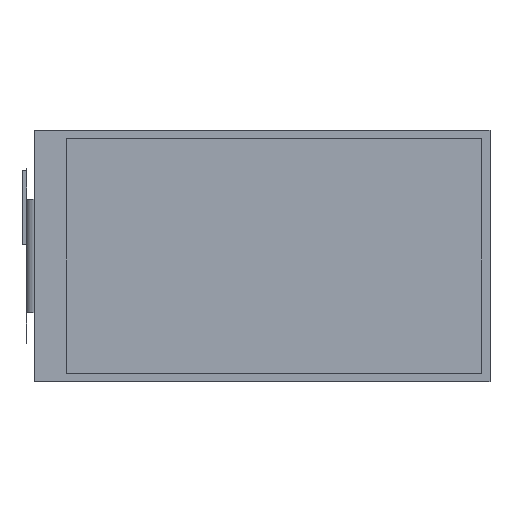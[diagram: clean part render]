
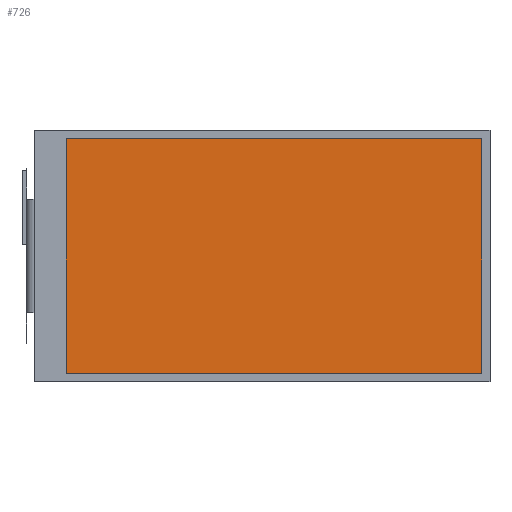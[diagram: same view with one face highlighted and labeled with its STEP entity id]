
A CAD part, top view. The second image highlights one B-rep face of the part: STEP entity #726.
In plain terms, the highlighted planar face has unit normal (0, 0, 1).
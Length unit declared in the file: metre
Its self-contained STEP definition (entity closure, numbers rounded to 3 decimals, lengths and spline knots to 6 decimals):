
#94=ORIENTED_EDGE('',*,*,#263,.F.);
#95=ORIENTED_EDGE('',*,*,#266,.T.);
#96=ORIENTED_EDGE('',*,*,#268,.T.);
#97=ORIENTED_EDGE('',*,*,#269,.F.);
#263=EDGE_CURVE('',#356,#357,#425,.T.);
#266=EDGE_CURVE('',#356,#358,#428,.T.);
#268=EDGE_CURVE('',#358,#359,#430,.T.);
#269=EDGE_CURVE('',#357,#359,#431,.T.);
#356=VERTEX_POINT('',#1272);
#357=VERTEX_POINT('',#1274);
#358=VERTEX_POINT('',#1278);
#359=VERTEX_POINT('',#1282);
#425=LINE('',#1273,#519);
#428=LINE('',#1279,#522);
#430=LINE('',#1283,#524);
#431=LINE('',#1285,#525);
#519=VECTOR('',#1056,1.);
#522=VECTOR('',#1061,1.);
#524=VECTOR('',#1065,1.);
#525=VECTOR('',#1068,1.);
#579=EDGE_LOOP('',(#94,#95,#96,#97));
#621=FACE_BOUND('',#579,.T.);
#660=PLANE('',#956);
#726=ADVANCED_FACE('',(#621),#660,.T.);
#956=AXIS2_PLACEMENT_3D('',#1286,#1069,#1070);
#1056=DIRECTION('',(0.,-1.,0.));
#1061=DIRECTION('',(-1.,0.,0.));
#1065=DIRECTION('',(0.,-1.,0.));
#1068=DIRECTION('',(-1.,0.,0.));
#1069=DIRECTION('',(0.,0.,1.));
#1070=DIRECTION('',(1.,0.,0.));
#1272=CARTESIAN_POINT('',(0.058975,0.03153,0.0012));
#1273=CARTESIAN_POINT('',(0.058975,0.,0.0012));
#1274=CARTESIAN_POINT('',(0.058975,-0.03153,0.0012));
#1278=CARTESIAN_POINT('',(-0.052725,0.03153,0.0012));
#1279=CARTESIAN_POINT('',(0.003125,0.03153,0.0012));
#1282=CARTESIAN_POINT('',(-0.052725,-0.03153,0.0012));
#1283=CARTESIAN_POINT('',(-0.052725,0.,0.0012));
#1285=CARTESIAN_POINT('',(0.003125,-0.03153,0.0012));
#1286=CARTESIAN_POINT('',(0.,0.,0.0012));
